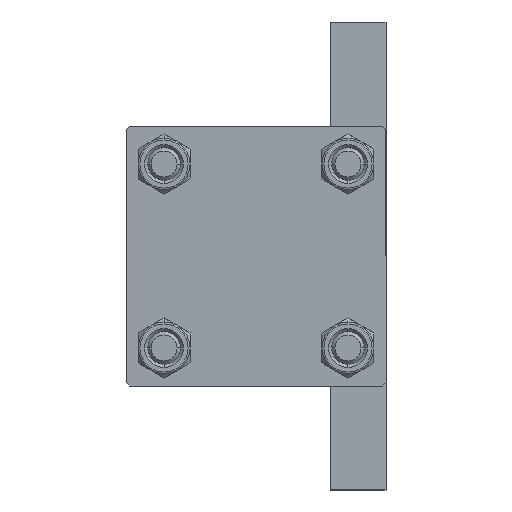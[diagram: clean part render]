
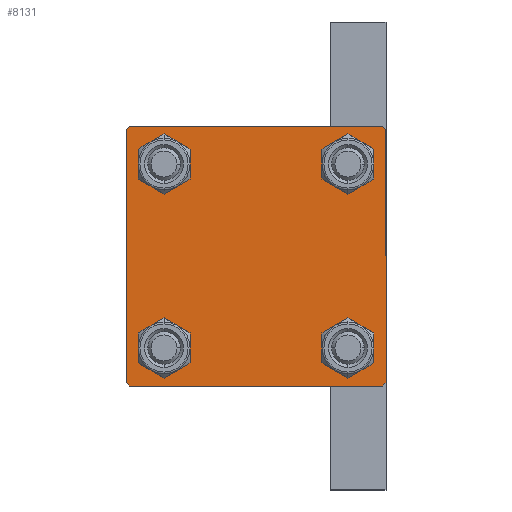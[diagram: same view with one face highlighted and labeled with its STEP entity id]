
A CAD part, left-side view. The second image highlights one B-rep face of the part: STEP entity #8131.
In plain terms, the highlighted planar face has unit normal (-1, 0, 0).
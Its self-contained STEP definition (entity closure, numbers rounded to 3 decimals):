
#419 = DIRECTION ( 'NONE',  ( 1., 0., 0. ) ) ;
#469 = CARTESIAN_POINT ( 'NONE',  ( 0., -14.15, -14.15 ) ) ;
#1028 = EDGE_CURVE ( 'NONE', #29701, #43087, #25620, .T. ) ;
#1157 = CARTESIAN_POINT ( 'NONE',  ( 0., -14.15, 14.15 ) ) ;
#1749 = LINE ( 'NONE', #31167, #30977 ) ;
#1772 = DIRECTION ( 'NONE',  ( 0., 0., 1. ) ) ;
#2719 = DIRECTION ( 'NONE',  ( 0., 0., 1. ) ) ;
#2828 = EDGE_CURVE ( 'NONE', #11920, #23884, #25996, .T. ) ;
#3016 = DIRECTION ( 'NONE',  ( 1., 0., 0. ) ) ;
#3216 = ORIENTED_EDGE ( 'NONE', *, *, #30199, .F. ) ;
#3515 = DIRECTION ( 'NONE',  ( 0., 0., 1. ) ) ;
#5144 = LINE ( 'NONE', #45844, #40358 ) ;
#5243 = DIRECTION ( 'NONE',  ( 0., -0.707, 0.707 ) ) ;
#5366 = DIRECTION ( 'NONE',  ( 0., -1., 0. ) ) ;
#5558 = FACE_OUTER_BOUND ( 'NONE', #11631, .T. ) ;
#5727 = EDGE_CURVE ( 'NONE', #41314, #20725, #23476, .T. ) ;
#6157 = AXIS2_PLACEMENT_3D ( 'NONE', #47564, #3016, #10024 ) ;
#6190 = DIRECTION ( 'NONE',  ( 0., 0., 1. ) ) ;
#6677 = CARTESIAN_POINT ( 'NONE',  ( 0., 14.15, -17.15 ) ) ;
#7180 = EDGE_CURVE ( 'NONE', #21330, #31157, #38262, .T. ) ;
#7197 = DIRECTION ( 'NONE',  ( 0., 0., 1. ) ) ;
#7456 = EDGE_CURVE ( 'NONE', #25388, #37621, #31435, .T. ) ;
#7683 = VECTOR ( 'NONE', #5243, 1000. ) ;
#8131 = ADVANCED_FACE ( 'NONE', ( #8945, #41454, #19773, #37854, #5558 ), #34475, .T. ) ;
#8525 = EDGE_LOOP ( 'NONE', ( #10742, #34965 ) ) ;
#8579 = CARTESIAN_POINT ( 'NONE',  ( 0., -19.5, -20. ) ) ;
#8747 = EDGE_CURVE ( 'NONE', #43087, #29701, #25378, .T. ) ;
#8792 = DIRECTION ( 'NONE',  ( 0., -0.707, -0.707 ) ) ;
#8945 = FACE_BOUND ( 'NONE', #36921, .T. ) ;
#9168 = DIRECTION ( 'NONE',  ( -1., 0., 0. ) ) ;
#9971 = ORIENTED_EDGE ( 'NONE', *, *, #38464, .T. ) ;
#10024 = DIRECTION ( 'NONE',  ( 0., 0., 1. ) ) ;
#10742 = ORIENTED_EDGE ( 'NONE', *, *, #2828, .T. ) ;
#11421 = DIRECTION ( 'NONE',  ( 1., 0., 0. ) ) ;
#11631 = EDGE_LOOP ( 'NONE', ( #32318, #22397, #12477, #32085, #14756, #47502, #3216, #33785 ) ) ;
#11742 = CIRCLE ( 'NONE', #41730, 3. ) ;
#11920 = VERTEX_POINT ( 'NONE', #39630 ) ;
#12005 = CARTESIAN_POINT ( 'NONE',  ( 0., 19.5, 20. ) ) ;
#12477 = ORIENTED_EDGE ( 'NONE', *, *, #22045, .T. ) ;
#12609 = LINE ( 'NONE', #41997, #27047 ) ;
#13442 = LINE ( 'NONE', #28131, #20709 ) ;
#13566 = DIRECTION ( 'NONE',  ( 1., 0., 0. ) ) ;
#14040 = DIRECTION ( 'NONE',  ( 0., -1., 0. ) ) ;
#14756 = ORIENTED_EDGE ( 'NONE', *, *, #36263, .F. ) ;
#14935 = EDGE_CURVE ( 'NONE', #23884, #11920, #11742, .T. ) ;
#14954 = CARTESIAN_POINT ( 'NONE',  ( 0., -14.15, 17.15 ) ) ;
#15886 = LINE ( 'NONE', #35865, #38750 ) ;
#16939 = CARTESIAN_POINT ( 'NONE',  ( 0., -14.15, -14.15 ) ) ;
#17120 = ORIENTED_EDGE ( 'NONE', *, *, #25413, .T. ) ;
#18204 = VERTEX_POINT ( 'NONE', #20393 ) ;
#19446 = AXIS2_PLACEMENT_3D ( 'NONE', #1157, #39198, #6190 ) ;
#19571 = CARTESIAN_POINT ( 'NONE',  ( 0., 14.15, 11.15 ) ) ;
#19773 = FACE_BOUND ( 'NONE', #25917, .T. ) ;
#20031 = VECTOR ( 'NONE', #8792, 1000. ) ;
#20254 = DIRECTION ( 'NONE',  ( 0., 0., 1. ) ) ;
#20318 = VERTEX_POINT ( 'NONE', #37485 ) ;
#20393 = CARTESIAN_POINT ( 'NONE',  ( 0., -14.15, 11.15 ) ) ;
#20709 = VECTOR ( 'NONE', #42827, 1000. ) ;
#20725 = VERTEX_POINT ( 'NONE', #35727 ) ;
#21330 = VERTEX_POINT ( 'NONE', #8579 ) ;
#21489 = ORIENTED_EDGE ( 'NONE', *, *, #37914, .T. ) ;
#21530 = VECTOR ( 'NONE', #27588, 1000. ) ;
#21804 = CARTESIAN_POINT ( 'NONE',  ( 0., 20., 19.5 ) ) ;
#22045 = EDGE_CURVE ( 'NONE', #20725, #21330, #12609, .T. ) ;
#22397 = ORIENTED_EDGE ( 'NONE', *, *, #5727, .T. ) ;
#22539 = CARTESIAN_POINT ( 'NONE',  ( 0., 14.15, 14.15 ) ) ;
#23081 = CIRCLE ( 'NONE', #29243, 3. ) ;
#23476 = LINE ( 'NONE', #46087, #20031 ) ;
#23884 = VERTEX_POINT ( 'NONE', #19571 ) ;
#25378 = CIRCLE ( 'NONE', #6157, 3. ) ;
#25388 = VERTEX_POINT ( 'NONE', #12005 ) ;
#25394 = CARTESIAN_POINT ( 'NONE',  ( 0., 14.15, -14.15 ) ) ;
#25413 = EDGE_CURVE ( 'NONE', #29821, #18204, #43311, .T. ) ;
#25620 = CIRCLE ( 'NONE', #37949, 3. ) ;
#25891 = CARTESIAN_POINT ( 'NONE',  ( 0., -19.5, 20. ) ) ;
#25917 = EDGE_LOOP ( 'NONE', ( #44365, #28433 ) ) ;
#25996 = CIRCLE ( 'NONE', #36012, 3. ) ;
#26111 = DIRECTION ( 'NONE',  ( 0., 0., 1. ) ) ;
#26805 = CARTESIAN_POINT ( 'NONE',  ( 0., 14.15, -11.15 ) ) ;
#26872 = CARTESIAN_POINT ( 'NONE',  ( 0., 19.75, 19.75 ) ) ;
#26946 = AXIS2_PLACEMENT_3D ( 'NONE', #16939, #13566, #2719 ) ;
#27047 = VECTOR ( 'NONE', #5366, 1000. ) ;
#27588 = DIRECTION ( 'NONE',  ( 0., 0.707, -0.707 ) ) ;
#27611 = CARTESIAN_POINT ( 'NONE',  ( 0., -20., -19.5 ) ) ;
#27787 = DIRECTION ( 'NONE',  ( 1., 0., 0. ) ) ;
#27971 = AXIS2_PLACEMENT_3D ( 'NONE', #40200, #419, #7197 ) ;
#28131 = CARTESIAN_POINT ( 'NONE',  ( 0., -20., 20. ) ) ;
#28236 = DIRECTION ( 'NONE',  ( 0., 0., -1. ) ) ;
#28346 = EDGE_CURVE ( 'NONE', #18204, #29821, #42594, .T. ) ;
#28433 = ORIENTED_EDGE ( 'NONE', *, *, #8747, .T. ) ;
#28826 = DIRECTION ( 'NONE',  ( 1., 0., 0. ) ) ;
#28994 = VERTEX_POINT ( 'NONE', #30839 ) ;
#29243 = AXIS2_PLACEMENT_3D ( 'NONE', #469, #29647, #32798 ) ;
#29647 = DIRECTION ( 'NONE',  ( 1., 0., 0. ) ) ;
#29701 = VERTEX_POINT ( 'NONE', #26805 ) ;
#29821 = VERTEX_POINT ( 'NONE', #14954 ) ;
#30199 = EDGE_CURVE ( 'NONE', #25388, #37625, #5144, .T. ) ;
#30839 = CARTESIAN_POINT ( 'NONE',  ( 0., -20., 19.5 ) ) ;
#30977 = VECTOR ( 'NONE', #28236, 1000. ) ;
#31117 = CARTESIAN_POINT ( 'NONE',  ( 0., 0., 0. ) ) ;
#31157 = VERTEX_POINT ( 'NONE', #27611 ) ;
#31167 = CARTESIAN_POINT ( 'NONE',  ( 0., 20., 20. ) ) ;
#31414 = EDGE_LOOP ( 'NONE', ( #9971, #21489 ) ) ;
#31435 = LINE ( 'NONE', #26872, #21530 ) ;
#32085 = ORIENTED_EDGE ( 'NONE', *, *, #7180, .T. ) ;
#32318 = ORIENTED_EDGE ( 'NONE', *, *, #43790, .T. ) ;
#32798 = DIRECTION ( 'NONE',  ( 0., 0., 1. ) ) ;
#33785 = ORIENTED_EDGE ( 'NONE', *, *, #7456, .T. ) ;
#33857 = CIRCLE ( 'NONE', #26946, 3. ) ;
#34475 = PLANE ( 'NONE',  #44599 ) ;
#34965 = ORIENTED_EDGE ( 'NONE', *, *, #14935, .T. ) ;
#35727 = CARTESIAN_POINT ( 'NONE',  ( 0., 19.5, -20. ) ) ;
#35865 = CARTESIAN_POINT ( 'NONE',  ( 0., -19.75, 19.75 ) ) ;
#36012 = AXIS2_PLACEMENT_3D ( 'NONE', #37933, #27787, #1772 ) ;
#36263 = EDGE_CURVE ( 'NONE', #28994, #31157, #13442, .T. ) ;
#36921 = EDGE_LOOP ( 'NONE', ( #17120, #46699 ) ) ;
#37485 = CARTESIAN_POINT ( 'NONE',  ( 0., -14.15, -17.15 ) ) ;
#37621 = VERTEX_POINT ( 'NONE', #21804 ) ;
#37625 = VERTEX_POINT ( 'NONE', #25891 ) ;
#37854 = FACE_BOUND ( 'NONE', #8525, .T. ) ;
#37914 = EDGE_CURVE ( 'NONE', #20318, #38134, #33857, .T. ) ;
#37933 = CARTESIAN_POINT ( 'NONE',  ( 0., 14.15, 14.15 ) ) ;
#37949 = AXIS2_PLACEMENT_3D ( 'NONE', #25394, #11421, #26111 ) ;
#38134 = VERTEX_POINT ( 'NONE', #43894 ) ;
#38262 = LINE ( 'NONE', #45936, #7683 ) ;
#38464 = EDGE_CURVE ( 'NONE', #38134, #20318, #23081, .T. ) ;
#38750 = VECTOR ( 'NONE', #46437, 1000. ) ;
#39198 = DIRECTION ( 'NONE',  ( 1., 0., 0. ) ) ;
#39630 = CARTESIAN_POINT ( 'NONE',  ( 0., 14.15, 17.15 ) ) ;
#40200 = CARTESIAN_POINT ( 'NONE',  ( 0., -14.15, 14.15 ) ) ;
#40358 = VECTOR ( 'NONE', #14040, 1000. ) ;
#41314 = VERTEX_POINT ( 'NONE', #47343 ) ;
#41454 = FACE_BOUND ( 'NONE', #31414, .T. ) ;
#41730 = AXIS2_PLACEMENT_3D ( 'NONE', #22539, #28826, #3515 ) ;
#41997 = CARTESIAN_POINT ( 'NONE',  ( 0., 20., -20. ) ) ;
#42594 = CIRCLE ( 'NONE', #27971, 3. ) ;
#42827 = DIRECTION ( 'NONE',  ( 0., 0., -1. ) ) ;
#43087 = VERTEX_POINT ( 'NONE', #6677 ) ;
#43311 = CIRCLE ( 'NONE', #19446, 3. ) ;
#43790 = EDGE_CURVE ( 'NONE', #37621, #41314, #1749, .T. ) ;
#43894 = CARTESIAN_POINT ( 'NONE',  ( 0., -14.15, -11.15 ) ) ;
#44365 = ORIENTED_EDGE ( 'NONE', *, *, #1028, .T. ) ;
#44599 = AXIS2_PLACEMENT_3D ( 'NONE', #31117, #9168, #20254 ) ;
#45661 = EDGE_CURVE ( 'NONE', #28994, #37625, #15886, .T. ) ;
#45844 = CARTESIAN_POINT ( 'NONE',  ( 0., 20., 20. ) ) ;
#45936 = CARTESIAN_POINT ( 'NONE',  ( 0., -19.75, -19.75 ) ) ;
#46087 = CARTESIAN_POINT ( 'NONE',  ( 0., 19.75, -19.75 ) ) ;
#46437 = DIRECTION ( 'NONE',  ( 0., 0.707, 0.707 ) ) ;
#46699 = ORIENTED_EDGE ( 'NONE', *, *, #28346, .T. ) ;
#47343 = CARTESIAN_POINT ( 'NONE',  ( 0., 20., -19.5 ) ) ;
#47502 = ORIENTED_EDGE ( 'NONE', *, *, #45661, .T. ) ;
#47564 = CARTESIAN_POINT ( 'NONE',  ( 0., 14.15, -14.15 ) ) ;
